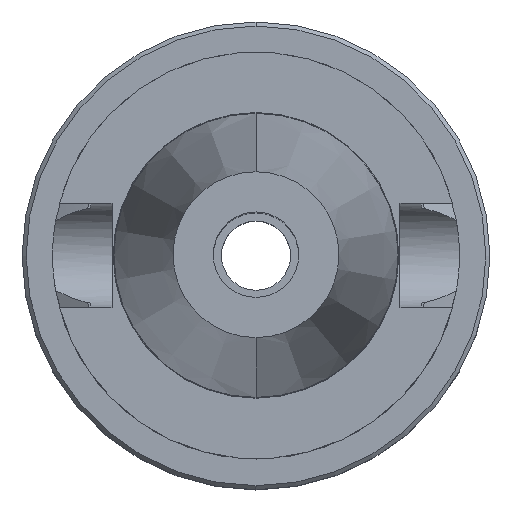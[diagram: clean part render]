
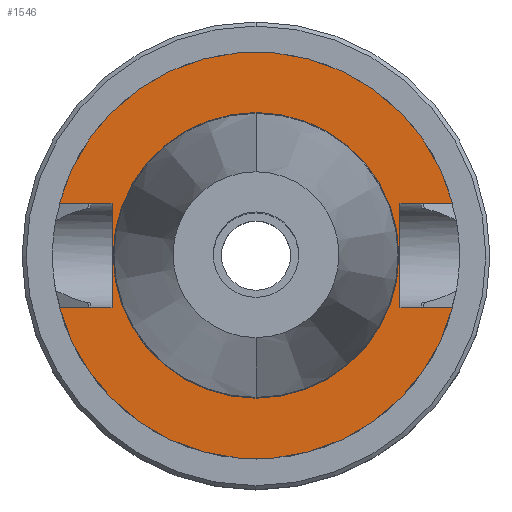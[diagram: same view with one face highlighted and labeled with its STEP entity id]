
A CAD part, top view. The second image highlights one B-rep face of the part: STEP entity #1546.
In plain terms, the highlighted planar face has unit normal (0, 0, 1).
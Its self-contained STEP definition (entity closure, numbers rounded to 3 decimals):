
#288=CARTESIAN_POINT('',(0.,0.,-3.));
#289=DIRECTION('',(0.,0.,1.));
#290=DIRECTION('',(0.966,0.257,0.));
#291=AXIS2_PLACEMENT_3D('',#288,#289,#290);
#303=CARTESIAN_POINT('',(0.,0.,-3.));
#304=DIRECTION('',(0.,0.,1.));
#305=DIRECTION('',(-0.966,-0.257,0.));
#306=AXIS2_PLACEMENT_3D('',#303,#304,#305);
#326=DIRECTION('',(0.,1.,0.));
#327=VECTOR('',#326,25.7);
#328=CARTESIAN_POINT('',(-35.4,-12.85,-3.));
#329=LINE('',#328,#327);
#333=DIRECTION('',(1.,0.,0.));
#334=VECTOR('',#333,12.921);
#335=CARTESIAN_POINT('',(-48.321,12.85,-3.));
#336=LINE('',#335,#334);
#340=DIRECTION('',(-1.,0.,0.));
#341=VECTOR('',#340,12.921);
#342=CARTESIAN_POINT('',(48.321,12.85,-3.));
#343=LINE('',#342,#341);
#347=DIRECTION('',(0.,1.,0.));
#348=VECTOR('',#347,25.7);
#349=CARTESIAN_POINT('',(35.4,-12.85,-3.));
#350=LINE('',#349,#348);
#354=DIRECTION('',(-1.,0.,0.));
#355=VECTOR('',#354,12.921);
#356=CARTESIAN_POINT('',(48.321,-12.85,-3.));
#357=LINE('',#356,#355);
#361=DIRECTION('',(1.,0.,0.));
#362=VECTOR('',#361,12.921);
#363=CARTESIAN_POINT('',(-48.321,-12.85,-3.));
#364=LINE('',#363,#362);
#382=CARTESIAN_POINT('',(0.,0.,-3.));
#383=DIRECTION('',(0.,0.,1.));
#384=DIRECTION('',(0.,1.,0.));
#385=AXIS2_PLACEMENT_3D('',#382,#383,#384);
#390=CARTESIAN_POINT('',(0.,0.,-3.));
#391=DIRECTION('',(0.,0.,-1.));
#392=DIRECTION('',(0.,1.,0.));
#393=AXIS2_PLACEMENT_3D('',#390,#391,#392);
#1127=CARTESIAN_POINT('',(0.,35.005,-3.));
#1129=VERTEX_POINT('',#1127);
#1137=CARTESIAN_POINT('',(0.,-35.005,-3.));
#1139=VERTEX_POINT('',#1137);
#1167=CARTESIAN_POINT('',(48.321,12.85,-3.));
#1168=VERTEX_POINT('',#1167);
#1169=CARTESIAN_POINT('',(48.321,-12.85,-3.));
#1170=VERTEX_POINT('',#1169);
#1171=CARTESIAN_POINT('',(35.4,-12.85,-3.));
#1172=CARTESIAN_POINT('',(35.4,12.85,-3.));
#1173=VERTEX_POINT('',#1171);
#1174=VERTEX_POINT('',#1172);
#1195=CARTESIAN_POINT('',(-48.321,12.85,-3.));
#1196=VERTEX_POINT('',#1195);
#1197=CARTESIAN_POINT('',(-48.321,-12.85,-3.));
#1198=VERTEX_POINT('',#1197);
#1199=CARTESIAN_POINT('',(-35.4,-12.85,-3.));
#1200=CARTESIAN_POINT('',(-35.4,12.85,-3.));
#1201=VERTEX_POINT('',#1199);
#1202=VERTEX_POINT('',#1200);
#1521=CARTESIAN_POINT('',(0.,0.,-3.));
#1522=DIRECTION('',(0.,0.,-1.));
#1523=DIRECTION('',(0.,-1.,0.));
#1524=AXIS2_PLACEMENT_3D('',#1521,#1522,#1523);
#1525=PLANE('',#1524);
#1527=ORIENTED_EDGE('',*,*,#1526,.T.);
#1528=ORIENTED_EDGE('',*,*,#1480,.F.);
#1529=ORIENTED_EDGE('',*,*,#1501,.F.);
#1530=ORIENTED_EDGE('',*,*,#1434,.T.);
#1532=ORIENTED_EDGE('',*,*,#1531,.F.);
#1534=ORIENTED_EDGE('',*,*,#1533,.F.);
#1535=ORIENTED_EDGE('',*,*,#1513,.F.);
#1537=ORIENTED_EDGE('',*,*,#1536,.T.);
#1538=EDGE_LOOP('',(#1527,#1528,#1529,#1530,#1532,#1534,#1535,#1537));
#1539=FACE_OUTER_BOUND('',#1538,.F.);
#1541=ORIENTED_EDGE('',*,*,#1540,.T.);
#1543=ORIENTED_EDGE('',*,*,#1542,.F.);
#1544=EDGE_LOOP('',(#1541,#1543));
#1545=FACE_BOUND('',#1544,.F.);
#292=CIRCLE('',#291,50.);
#307=CIRCLE('',#306,50.);
#386=CIRCLE('',#385,35.005);
#394=CIRCLE('',#393,35.005);
#1434=EDGE_CURVE('',#1168,#1174,#343,.T.);
#1480=EDGE_CURVE('',#1196,#1202,#336,.T.);
#1501=EDGE_CURVE('',#1168,#1196,#292,.T.);
#1513=EDGE_CURVE('',#1198,#1170,#307,.T.);
#1526=EDGE_CURVE('',#1201,#1202,#329,.T.);
#1531=EDGE_CURVE('',#1173,#1174,#350,.T.);
#1533=EDGE_CURVE('',#1170,#1173,#357,.T.);
#1536=EDGE_CURVE('',#1198,#1201,#364,.T.);
#1540=EDGE_CURVE('',#1129,#1139,#386,.T.);
#1542=EDGE_CURVE('',#1129,#1139,#394,.T.);
#1546=ADVANCED_FACE('',(#1539,#1545),#1525,.F.);
